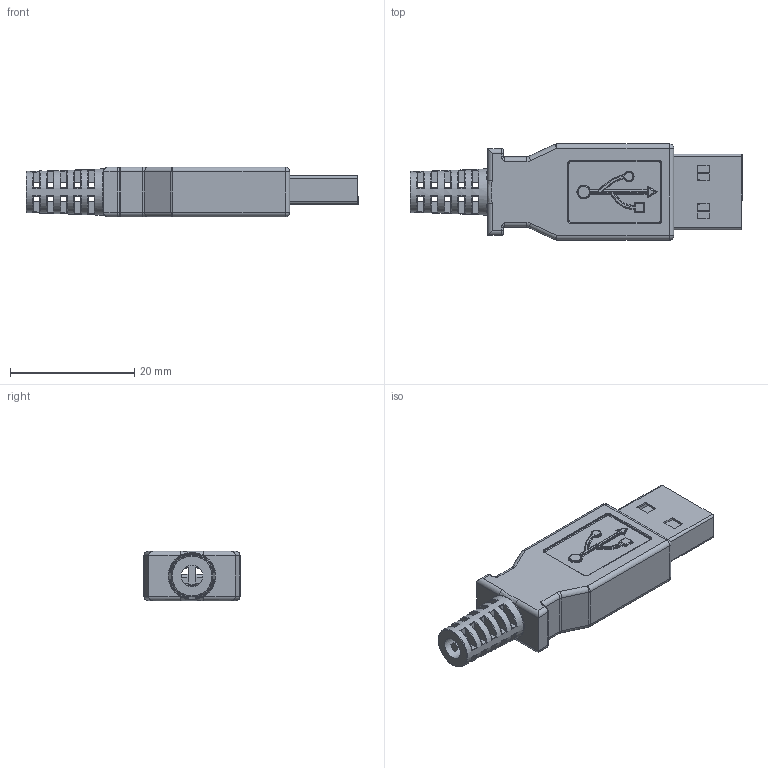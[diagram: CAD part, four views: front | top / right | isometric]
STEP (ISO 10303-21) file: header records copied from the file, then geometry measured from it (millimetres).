
FILE_DESCRIPTION(/* description */ (''),/* implementation_level */ '2;1');
FILE_NAME(/* name */ 'USB Connector .step',/* time_stamp */ '2022-06-04T22:36:37+05:30',/* author */ (''),/* organization */ (''),/* preprocessor_version */ 'ST-DEVELOPER v19',/* originating_system */ 'Autodesk Translation Framework v11.7.0.108',/* authorisation */ '');
FILE_SCHEMA (('AUTOMOTIVE_DESIGN { 1 0 10303 214 3 1 1 }'));
Length unit declared in the file: millimetre
Products named in the file (6): USB Connector; Main Body; Engagement; Suport Contacts; Contacts; Contacts_1
Assembly tree (7 placements, depth 2):
  USB Connector
    Main Body
    Engagement
    Suport Contacts
    Contacts  x2
    Contacts_1  x2
Bounding box: 53.5 x 15.5 x 8 mm (x, y, z)
Volume: 3619.9 mm3; surface area: 4452.4 mm2
Topology: 7 solids, 7 shells, 608 faces, 1602 edges, 986 vertices
Faces by surface type: cylinder 254, plane 235, torus 76, bspline 24, sphere 18, cone 1
Full cylindrical faces by diameter (mm): 0.35 x4, 3.5 x1
Entity records: 19969 total; most frequent: CARTESIAN_POINT 5420, DIRECTION 3068, ORIENTED_EDGE 3004, EDGE_CURVE 1502, AXIS2_PLACEMENT_3D 1142, VERTEX_POINT 934, LINE 784, VECTOR 784
